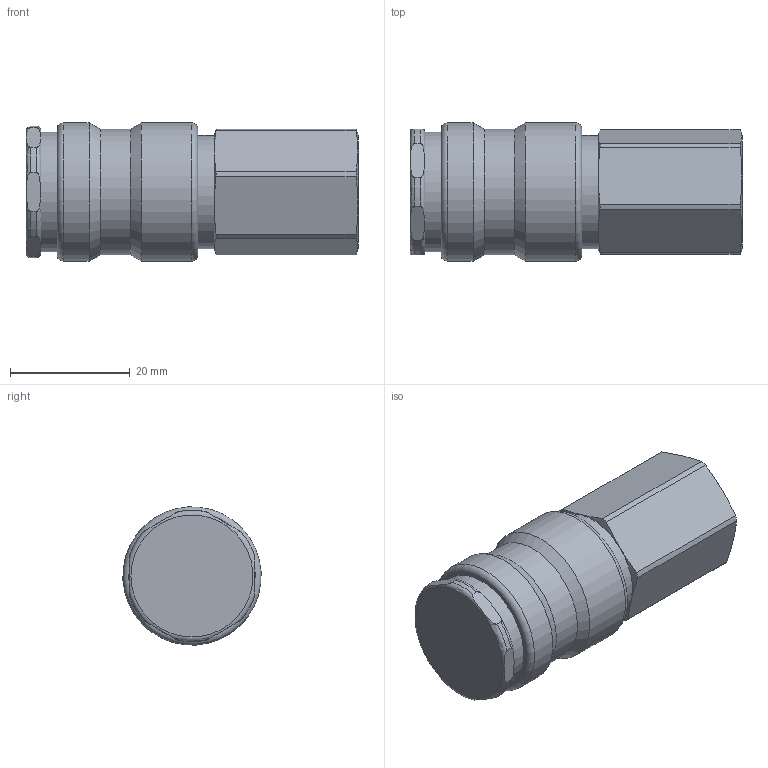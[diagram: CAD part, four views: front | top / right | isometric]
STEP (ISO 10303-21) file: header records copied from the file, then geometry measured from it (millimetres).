
FILE_DESCRIPTION(/* description */ (''),/* implementation_level */ '2;1');
FILE_NAME(/* name */ 'kdgi_14_nw7_st-brc.stp',/* time_stamp */ '2019-06-18T10:09:15+02:00',/* author */ ('leitheußer'),/* organization */ (''),/* preprocessor_version */ 'ST-DEVELOPER v15.6',/* originating_system */ 'Autodesk Inventor LT ',/* authorisation */ '');
FILE_SCHEMA (('AUTOMOTIVE_DESIGN { 1 0 10303 214 3 1 1 }'));
Products named in the file (1): 25kaiw13bpx3
Bounding box: 55.5 x 23.1 x 23.1 mm (x, y, z)
Volume: 16976.7 mm3; surface area: 8504.6 mm2
Topology: 2 solids, 3 shells, 258 faces, 665 edges, 436 vertices
Faces by surface type: bspline 126, plane 60, cylinder 46, cone 20, torus 6
Full cylindrical faces by diameter (mm): 11.445 x1, 14 x1, 14.991 x2, 15 x1, 15.1 x1, 15.3 x1, 16 x2, 17.25 x1, 18.95 x1, 19.35 x1, 20 x1, 20.05 x1, 21 x1, 23.15 x2
Entity records: 40956 total; most frequent: CARTESIAN_POINT 35251, ORIENTED_EDGE 1242, DIRECTION 834, EDGE_CURVE 621, VERTEX_POINT 429, EDGE_LOOP 322, AXIS2_PLACEMENT_3D 312, FACE_OUTER_BOUND 258
